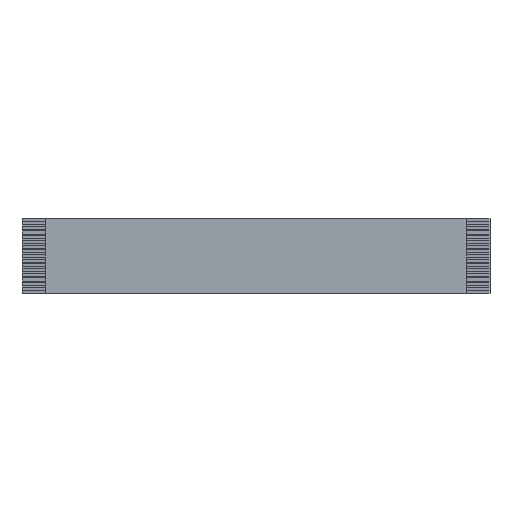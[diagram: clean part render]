
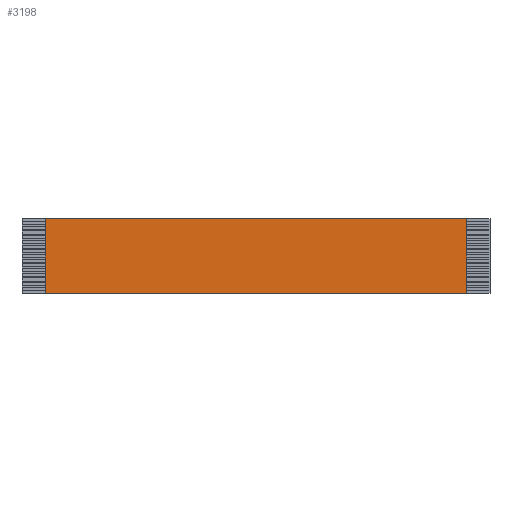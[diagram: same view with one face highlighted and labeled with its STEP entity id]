
A CAD part, top view. The second image highlights one B-rep face of the part: STEP entity #3198.
In plain terms, the highlighted planar face has unit normal (0, 0, 1).
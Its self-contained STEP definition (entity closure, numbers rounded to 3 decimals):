
#679=ORIENTED_EDGE('',*,*,#967,.T.);
#680=ORIENTED_EDGE('',*,*,#1062,.F.);
#681=ORIENTED_EDGE('',*,*,#964,.F.);
#682=ORIENTED_EDGE('',*,*,#1061,.T.);
#964=EDGE_CURVE('',#1267,#1268,#1518,.T.);
#967=EDGE_CURVE('',#1270,#1269,#1521,.T.);
#1061=EDGE_CURVE('',#1267,#1270,#1615,.T.);
#1062=EDGE_CURVE('',#1268,#1269,#1616,.T.);
#1267=VERTEX_POINT('',#4382);
#1268=VERTEX_POINT('',#4384);
#1269=VERTEX_POINT('',#4388);
#1270=VERTEX_POINT('',#4390);
#1518=LINE('',#4383,#1864);
#1521=LINE('',#4389,#1867);
#1615=LINE('',#4549,#1961);
#1616=LINE('',#4551,#1962);
#1864=VECTOR('',#3651,1000.);
#1867=VECTOR('',#3656,1000.);
#1961=VECTOR('',#3880,1000.);
#1962=VECTOR('',#3883,1000.);
#2071=EDGE_LOOP('',(#679,#680,#681,#682));
#2181=FACE_BOUND('',#2071,.T.);
#2291=PLANE('',#3315);
#3198=ADVANCED_FACE('',(#2181),#2291,.F.);
#3315=AXIS2_PLACEMENT_3D('',#4550,#3881,#3882);
#3651=DIRECTION('',(1.,0.,0.));
#3656=DIRECTION('',(1.,0.,0.));
#3880=DIRECTION('',(0.,-1.,0.));
#3881=DIRECTION('',(0.,0.,-1.));
#3882=DIRECTION('',(-1.,0.,0.));
#3883=DIRECTION('',(0.,-1.,0.));
#4382=CARTESIAN_POINT('',(-45.,8.,0.138));
#4383=CARTESIAN_POINT('',(-45.,8.,0.138));
#4384=CARTESIAN_POINT('',(45.,8.,0.138));
#4388=CARTESIAN_POINT('',(45.,-8.,0.138));
#4389=CARTESIAN_POINT('',(-45.,-8.,0.138));
#4390=CARTESIAN_POINT('',(-45.,-8.,0.138));
#4549=CARTESIAN_POINT('',(-45.,8.,0.138));
#4550=CARTESIAN_POINT('',(-45.,8.,0.138));
#4551=CARTESIAN_POINT('',(45.,8.,0.138));
